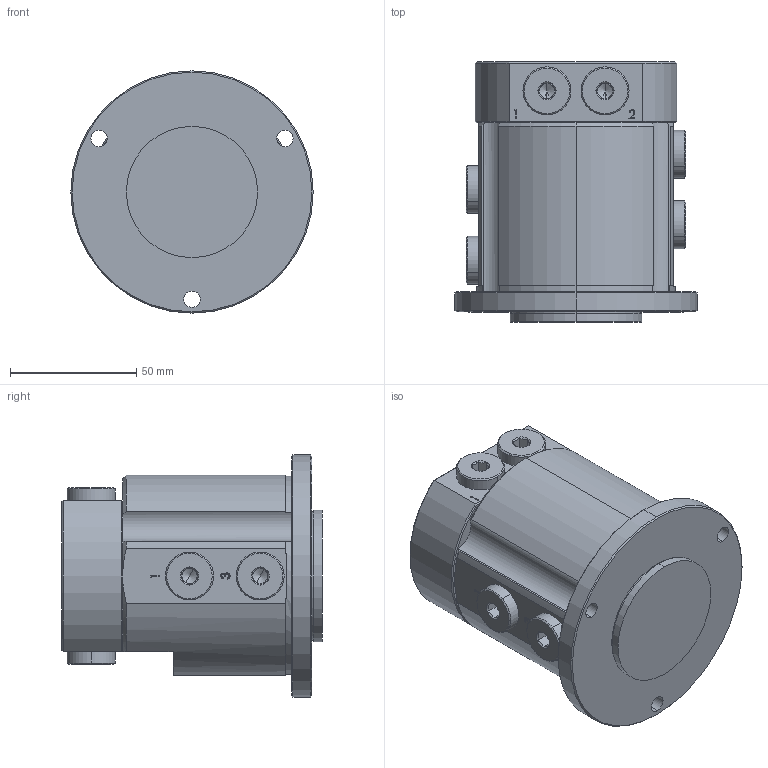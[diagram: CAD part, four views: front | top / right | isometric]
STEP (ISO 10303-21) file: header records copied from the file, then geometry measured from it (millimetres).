
FILE_DESCRIPTION (( 'STEP AP214' ), '1' );
FILE_NAME ('MVI-ADS4V.STEP', '2025-01-09T19:56:51', ( '' ), ( '' ), 'SwSTEP 2.0', 'SolidWorks 2023', '' );
FILE_SCHEMA (( 'AUTOMOTIVE_DESIGN' ));
Length unit declared in the file: millimetre
Products named in the file (1): MVI-ADS4V
Bounding box: 96 x 103 x 96 mm (x, y, z)
Volume: 487939.9 mm3; surface area: 71942.1 mm2
Topology: 16 solids, 16 shells, 777 faces, 1820 edges, 1113 vertices
Faces by surface type: plane 346, cylinder 198, cone 146, bspline 71, torus 16
Entity records: 26209 total; most frequent: CARTESIAN_POINT 8713, ORIENTED_EDGE 3552, DIRECTION 3512, EDGE_CURVE 1776, AXIS2_PLACEMENT_3D 1255, VERTEX_POINT 1113, LINE 1002, VECTOR 1002
